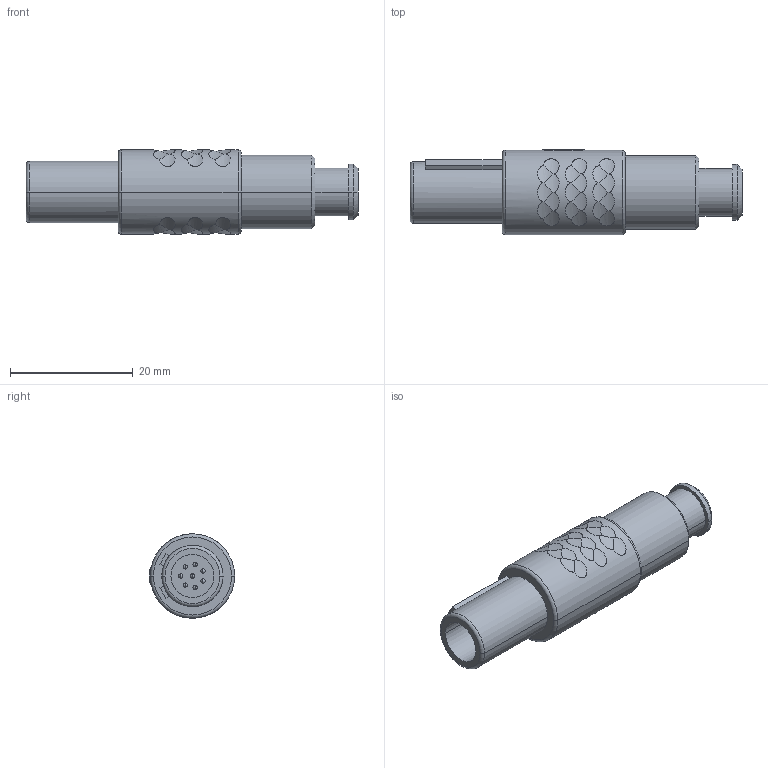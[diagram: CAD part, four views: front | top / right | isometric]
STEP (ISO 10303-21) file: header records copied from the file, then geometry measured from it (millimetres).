
FILE_DESCRIPTION((''),'2;1');
FILE_NAME('S41MC_-P08M','2023-09-12T14:55:28',('RTrager'),(''),'CREO PARAMETRIC BY PTC INC, 2022014','CREO PARAMETRIC BY PTC INC, 2022014','');
FILE_SCHEMA(('AUTOMOTIVE_DESIGN { 1 0 10303 214 1 1 1 1 }'));
Length unit declared in the file: millimetre
Products named in the file (1): S41MC_-P08M
Bounding box: 54 x 13.85 x 13.7 mm (x, y, z)
Volume: 4413.3 mm3; surface area: 3304.3 mm2
Topology: 1 solids, 1 shells, 233 faces, 589 edges, 372 vertices
Faces by surface type: cylinder 125, plane 68, sphere 16, torus 13, bspline 7, cone 4
Entity records: 12004 total; most frequent: CARTESIAN_POINT 2739, ORIENTED_EDGE 1146, DIRECTION 1124, EDGE_CURVE 573, AXIS2_PLACEMENT_3D 452, PROPERTY_DEFINITION 409, REPRESENTATION 408, PROPERTY_DEFINITION_REPRESENTATION 408
